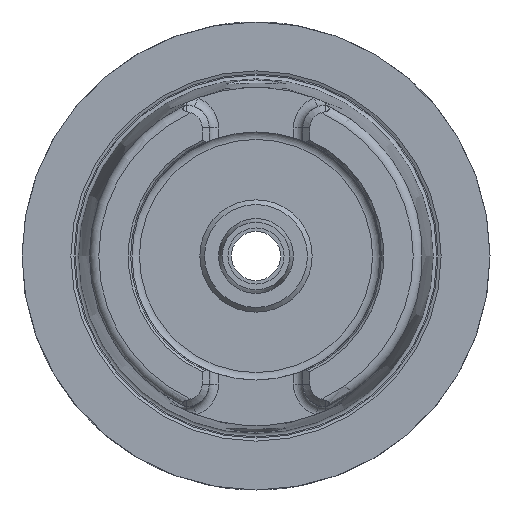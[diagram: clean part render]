
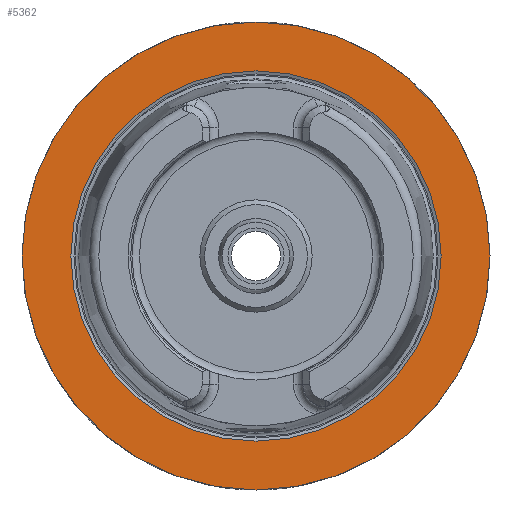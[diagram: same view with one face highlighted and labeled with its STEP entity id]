
A CAD part, left-side view. The second image highlights one B-rep face of the part: STEP entity #5362.
In plain terms, the highlighted planar face has unit normal (-1, 0, 0).
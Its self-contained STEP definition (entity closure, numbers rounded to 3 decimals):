
#4478=CARTESIAN_POINT('',(0.,50.0,0.0));
#4479=VERTEX_POINT('',#4478);
#4480=CARTESIAN_POINT('',(0.,0.,0.0));
#4481=DIRECTION('',(1.0,0.0,0.0));
#4482=DIRECTION('',(0.0,1.0,0.0));
#4483=AXIS2_PLACEMENT_3D('',#4480,#4481,#4482);
#4484=CIRCLE('',#4483,50.0);
#4485=EDGE_CURVE('',#4479,#4479,#4484,.T.);
#5336=CARTESIAN_POINT('',(0.,39.55,0.0));
#5337=VERTEX_POINT('',#5336);
#5338=CARTESIAN_POINT('',(0.,0.,0.0));
#5339=DIRECTION('',(1.0,0.0,0.0));
#5340=DIRECTION('',(0.0,1.0,0.0));
#5341=AXIS2_PLACEMENT_3D('',#5338,#5339,#5340);
#5342=CIRCLE('',#5341,39.55);
#5343=EDGE_CURVE('',#5337,#5337,#5342,.T.);
#5351=CARTESIAN_POINT('',(0.,44.775,0.0));
#5352=DIRECTION('',(-1.0,0.0,0.0));
#5353=DIRECTION('',(0.0,0.0,1.0));
#5354=AXIS2_PLACEMENT_3D('',#5351,#5352,#5353);
#5355=PLANE('',#5354);
#5356=ORIENTED_EDGE('',*,*,#4485,.F.);
#5357=EDGE_LOOP('',(#5356));
#5358=FACE_OUTER_BOUND('',#5357,.T.);
#5359=ORIENTED_EDGE('',*,*,#5343,.T.);
#5360=EDGE_LOOP('',(#5359));
#5361=FACE_BOUND('',#5360,.T.);
#5362=ADVANCED_FACE('',(#5358,#5361),#5355,.T.);
